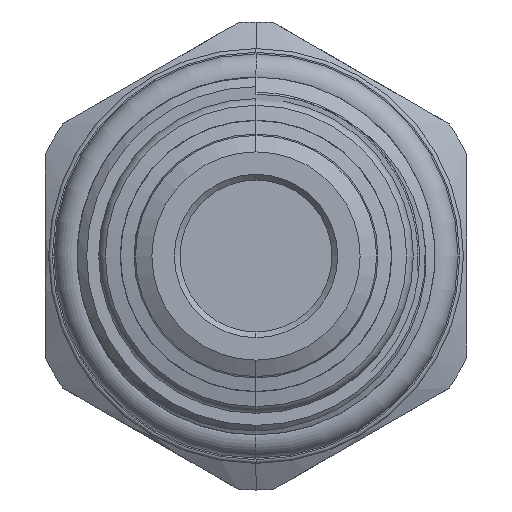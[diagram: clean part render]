
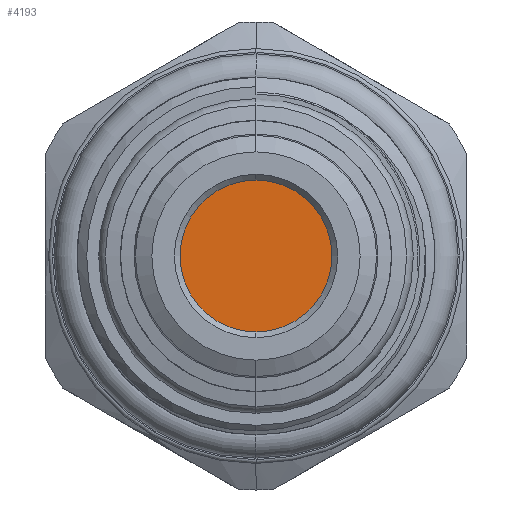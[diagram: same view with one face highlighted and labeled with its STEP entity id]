
A CAD part, left-side view. The second image highlights one B-rep face of the part: STEP entity #4193.
In plain terms, the highlighted planar face has unit normal (-1, 0, 0).
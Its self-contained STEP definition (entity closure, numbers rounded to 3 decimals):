
#200 = ORIENTED_EDGE ( 'NONE', *, *, #11208, .F. ) ;
#222 = CARTESIAN_POINT ( 'NONE',  ( -36.55, 0., 4. ) ) ;
#740 = DIRECTION ( 'NONE',  ( -1., 0., 0. ) ) ;
#1913 = AXIS2_PLACEMENT_3D ( 'NONE', #6780, #11576, #12630 ) ;
#2774 = PLANE ( 'NONE',  #4408 ) ;
#3009 = VERTEX_POINT ( 'NONE', #4216 ) ;
#4193 = ADVANCED_FACE ( 'NONE', ( #10314 ), #2774, .T. ) ;
#4216 = CARTESIAN_POINT ( 'NONE',  ( -36.55, 0., -4. ) ) ;
#4408 = AXIS2_PLACEMENT_3D ( 'NONE', #6657, #740, #5583 ) ;
#4660 = CIRCLE ( 'NONE', #7589, 4. ) ;
#5583 = DIRECTION ( 'NONE',  ( 0., 0., 1. ) ) ;
#5925 = DIRECTION ( 'NONE',  ( 1., 0., 0. ) ) ;
#6657 = CARTESIAN_POINT ( 'NONE',  ( -36.55, 0., 0. ) ) ;
#6708 = CARTESIAN_POINT ( 'NONE',  ( -36.55, 0., 0. ) ) ;
#6780 = CARTESIAN_POINT ( 'NONE',  ( -36.55, 0., 0. ) ) ;
#7287 = CIRCLE ( 'NONE', #1913, 4. ) ;
#7358 = EDGE_LOOP ( 'NONE', ( #11621, #200 ) ) ;
#7589 = AXIS2_PLACEMENT_3D ( 'NONE', #6708, #5925, #11788 ) ;
#10314 = FACE_OUTER_BOUND ( 'NONE', #7358, .T. ) ;
#10935 = VERTEX_POINT ( 'NONE', #222 ) ;
#11208 = EDGE_CURVE ( 'NONE', #3009, #10935, #4660, .T. ) ;
#11576 = DIRECTION ( 'NONE',  ( 1., 0., 0. ) ) ;
#11621 = ORIENTED_EDGE ( 'NONE', *, *, #11920, .F. ) ;
#11788 = DIRECTION ( 'NONE',  ( 0., 0., 1. ) ) ;
#11920 = EDGE_CURVE ( 'NONE', #10935, #3009, #7287, .T. ) ;
#12630 = DIRECTION ( 'NONE',  ( 0., 0., 1. ) ) ;
